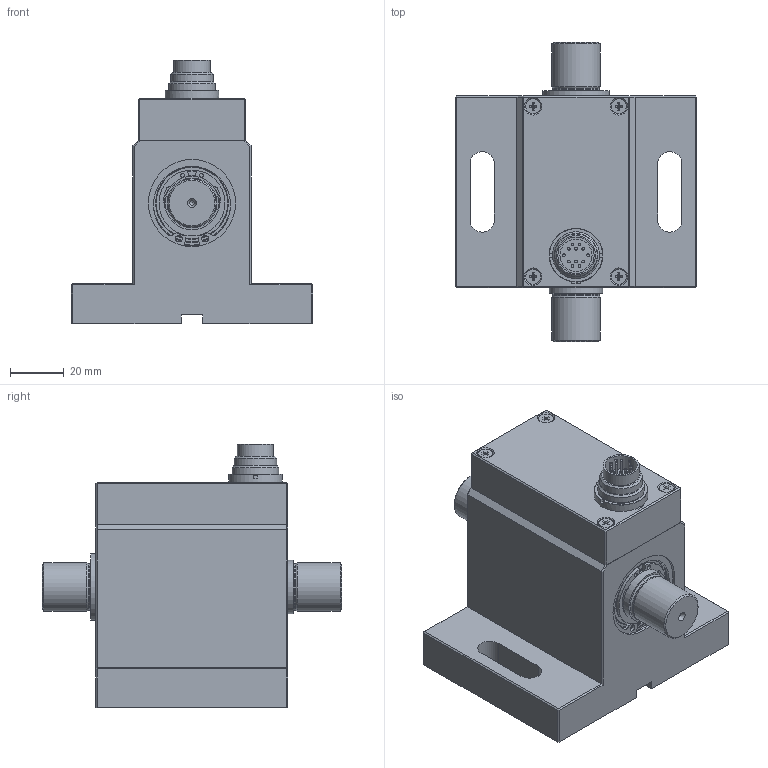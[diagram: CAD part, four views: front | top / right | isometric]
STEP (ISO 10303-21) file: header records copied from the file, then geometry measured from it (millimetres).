
FILE_DESCRIPTION( ( 'Unknown' ), '1' );
FILE_NAME( 'Dr2212-20-30Nm.stp', 'Unknown', ( 'Unknown' ), ( 'Unknown' ), 'PSStep 17.0.49', 'Unknown', ' ' );
FILE_SCHEMA( ( 'AUTOMOTIVE_DESIGN { 1 0 10303 214 1 1 1 1 }' ) );
Length unit declared in the file: millimetre
Products named in the file (26): 2176-B01_DOC-00085052; 2176-001_doc-00028057; av_25; DOC-00081541; av_20_nut; 2155-b05_doc-00037926; 2155-003_doc-00028061; Senkschraube DIN 965-M3x20-H; Senkschraube DIN 965-M3x20-H-oa2; Senkschraube DIN 965-M3x20-H-oa3; Senkschraube DIN 965-M3x20-H-oa4; 2212-b01_doc-00048945-oa1; 2212-001_doc-00028048; Sicherungsring DIN 472-32x1,2-T1-oa0; INA-20x32x7-61804 2Z; Assem1; flanschstecker 12-polig serie 723; mutter_09-0323-89-06_DOC-00067592
Assembly tree (25 placements, depth 3):
  Assem1
    flanschstecker 12-polig serie 723
    mutter_09-0323-89-06_DOC-00067592
    2212-b01_doc-00048945-oa1
      2212-001_doc-00028048
      Sicherungsring DIN 472-32x1,2-T1-oa0
      INA-20x32x7-61804 2Z
      INA-20x32x7-61804 2Z
      INA-20x32x7-61804 2Z
      INA-20x32x7-61804 2Z
      INA-20x32x7-61804 2Z
    2155-b05_doc-00037926
      2155-003_doc-00028061
      Senkschraube DIN 965-M3x20-H
      Senkschraube DIN 965-M3x20-H-oa2
      Senkschraube DIN 965-M3x20-H-oa3
      Senkschraube DIN 965-M3x20-H-oa4
    2176-B01_DOC-00085052
      2176-001_doc-00028057
      av_25
      DOC-00081541
      DOC-00081541
      DOC-00081541
      DOC-00081541
      DOC-00081541
      av_20_nut
Bounding box: 90 x 111.5 x 98.2 mm (x, y, z)
Volume: 246264.4 mm3; surface area: 75920.1 mm2
Topology: 22 solids, 24 shells, 461 faces, 1008 edges, 654 vertices
Faces by surface type: plane 240, cylinder 159, cone 40, torus 22
Full cylindrical faces by diameter (mm): 1 x24, 1.5 x4, 1.6 x2, 2.387 x4, 2.459 x4, 2.5 x2, 3 x4, 3.242 x2, 3.4 x4, 5.6 x4, 12 x1, 13.5 x1, 15 x1, 15.875 x1, 17.188 x1, 17.4 x2, 17.462 x1, 17.8 x1, 18 x2, 19 x1, 20 x5, 23.9 x3, 24.1 x2, 24.2 x2, 25 x3, 28.5 x2, 28.7 x2, 28.8 x2, 28.9 x2, 29.28 x2
Entity records: 15538 total; most frequent: DIRECTION 2122, CARTESIAN_POINT 1890, ORIENTED_EDGE 1556, AXIS2_PLACEMENT_3D 858, EDGE_CURVE 778, EDGE_LOOP 738, VERTEX_POINT 610, FACE_OUTER_BOUND 587
